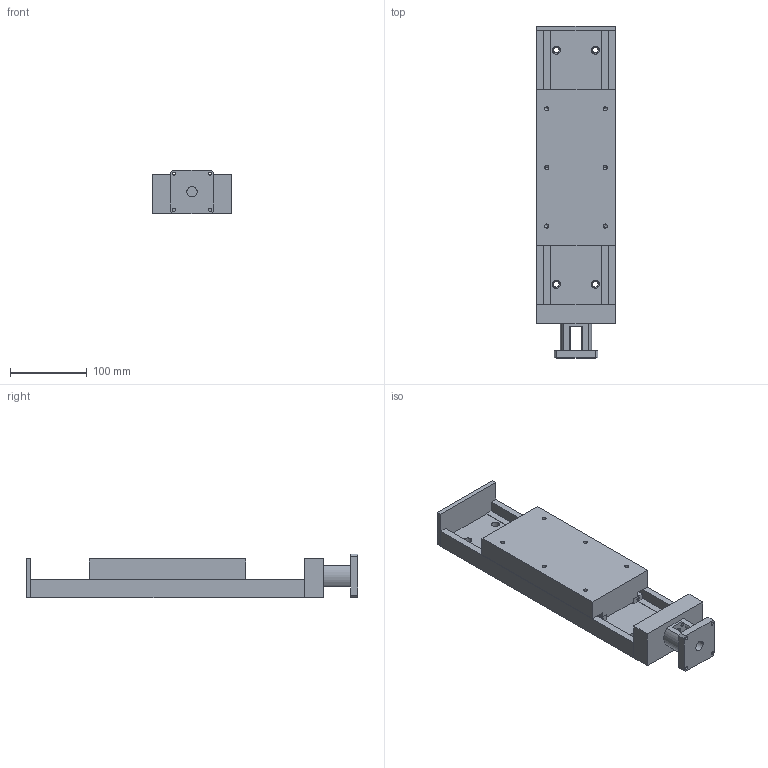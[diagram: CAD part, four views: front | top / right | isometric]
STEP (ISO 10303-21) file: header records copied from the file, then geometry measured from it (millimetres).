
FILE_DESCRIPTION((''),'2;1');
FILE_NAME('VTBAC4-14-6.stp','2004-02-03T21:08:21',('Owner'),(''),'Autodesk Inventor (tm) 5.3','Autodesk Inventor (tm) 5.3','');
FILE_SCHEMA(('CONFIG_CONTROL_DESIGN'));
Length unit declared in the file: inch
Products named in the file (7): VTBAC4-14-6; VTBAC4-14-6 BOTTOM-BASE; VTBAC4-14-6 TOP-PLATE; VTBAC4-14-6 ~~MTRBRKT23; VTBAC4-14-6 END-PLATE-FRONT; VTBAC4-14-6 END-PLATE-REAR; VTBAC4-14-6 RAIL-A
Assembly tree (9 placements, depth 2):
  VTBAC4-14-6
    VTBAC4-14-6 BOTTOM-BASE
    VTBAC4-14-6 TOP-PLATE
    VTBAC4-14-6 ~~MTRBRKT23
    VTBAC4-14-6 END-PLATE-FRONT
    VTBAC4-14-6 END-PLATE-REAR
    VTBAC4-14-6 RAIL-A  x4
Bounding box: 101.6 x 432.05 x 57.15 mm (x, y, z)
Volume: 1364171.8 mm3; surface area: 241347 mm2
Topology: 9 solids, 9 shells, 204 faces, 526 edges, 334 vertices
Faces by surface type: plane 118, bspline 68, cylinder 18
Entity records: 6498 total; most frequent: CARTESIAN_POINT 1902, ORIENTED_EDGE 760, DIRECTION 712, EDGE_CURVE 380, VECTOR 256, LINE 256, VERTEX_POINT 250, AXIS2_PLACEMENT_3D 228
